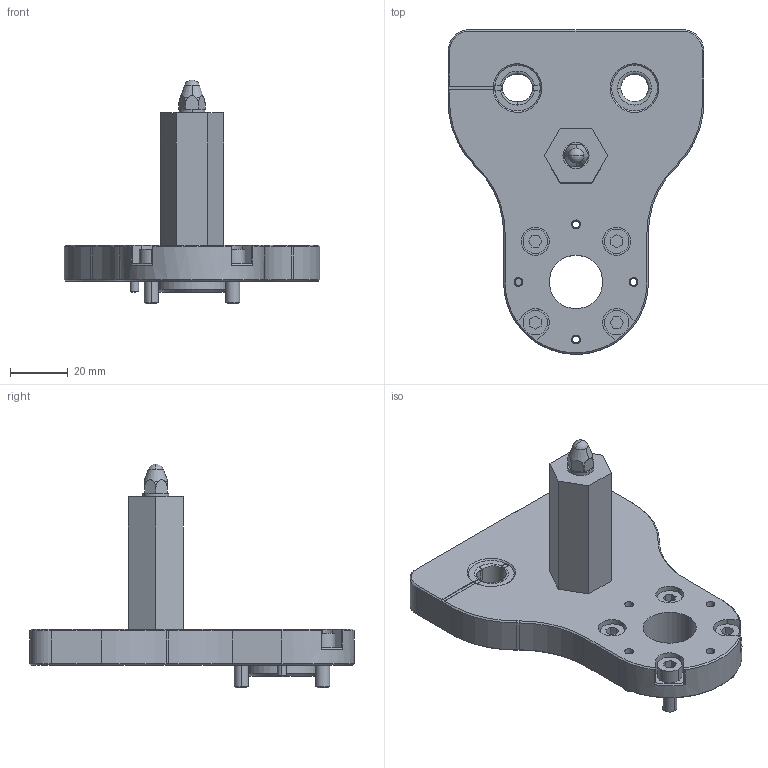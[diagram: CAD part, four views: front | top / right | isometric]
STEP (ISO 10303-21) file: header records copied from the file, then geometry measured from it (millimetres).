
FILE_DESCRIPTION (( 'STEP AP214' ), '1' );
FILE_NAME ('ATI-9120-TSS-HBQ-7123.STEP', '2020-07-30T19:15:38', ( '' ), ( '' ), 'SwSTEP 2.0', 'SolidWorks 2020', '' );
FILE_SCHEMA (( 'AUTOMOTIVE_DESIGN' ));
Length unit declared in the file: inch
Products named in the file (1): ATI-9120-TSS-HBQ-7123
Bounding box: 88.9 x 112.8 x 77.77 mm (x, y, z)
Volume: 99075.3 mm3; surface area: 25607.6 mm2
Topology: 1 solids, 1 shells, 257 faces, 623 edges, 392 vertices
Faces by surface type: plane 120, cylinder 67, cone 56, torus 10, sphere 4
Entity records: 7805 total; most frequent: CARTESIAN_POINT 1624, DIRECTION 1322, ORIENTED_EDGE 1246, EDGE_CURVE 623, AXIS2_PLACEMENT_3D 491, VERTEX_POINT 392, LINE 340, VECTOR 340
